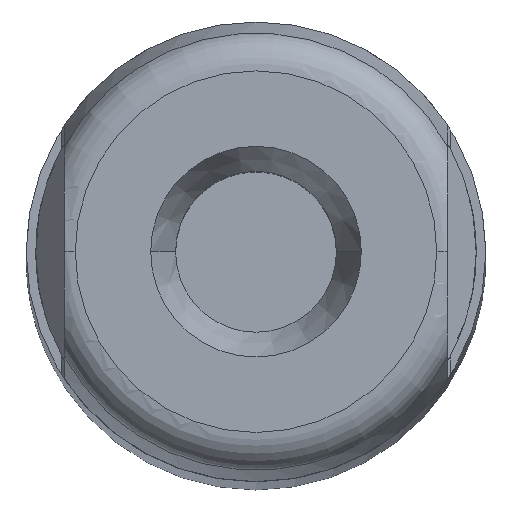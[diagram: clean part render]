
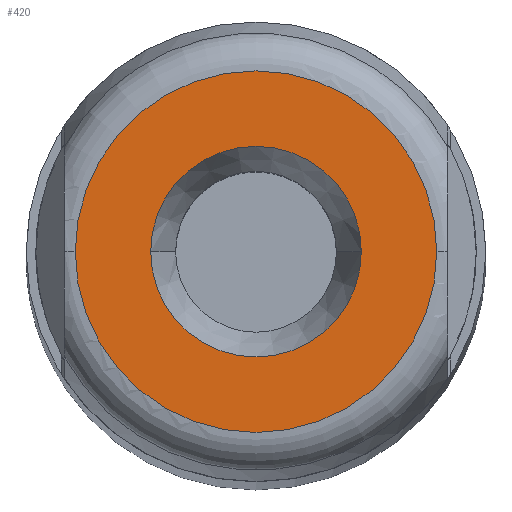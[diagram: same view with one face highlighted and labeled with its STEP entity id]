
A CAD part, top view. The second image highlights one B-rep face of the part: STEP entity #420.
In plain terms, the highlighted planar face has unit normal (0, 0, 1).
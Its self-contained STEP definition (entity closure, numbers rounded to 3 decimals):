
#85 = CARTESIAN_POINT ( 'NONE',  ( 2.75, 0., 0. ) ) ;
#86 = CARTESIAN_POINT ( 'NONE',  ( -2.75, 0., 0. ) ) ;
#144 = DIRECTION ( 'NONE',  ( 1., 0., 0. ) ) ;
#145 = DIRECTION ( 'NONE',  ( 0., 0., 1. ) ) ;
#146 = CARTESIAN_POINT ( 'NONE',  ( 0., 0., 0. ) ) ;
#147 = AXIS2_PLACEMENT_3D ( 'NONE', #146, #145, #144 ) ;
#148 = CIRCLE ( 'NONE', #147, 2.75 ) ;
#318 = ORIENTED_EDGE ( 'NONE', *, *, #320, .T. ) ;
#320 = EDGE_CURVE ( 'NONE', #516, #521, #733, .T. ) ;
#325 = ORIENTED_EDGE ( 'NONE', *, *, #474, .T. ) ;
#334 = EDGE_CURVE ( 'NONE', #663, #662, #755, .T. ) ;
#363 = ORIENTED_EDGE ( 'NONE', *, *, #704, .F. ) ;
#364 = ORIENTED_EDGE ( 'NONE', *, *, #334, .F. ) ;
#368 = EDGE_LOOP ( 'NONE', ( #325, #318 ) ) ;
#420 = ADVANCED_FACE ( 'NONE', ( #929, #928 ), #922, .F. ) ;
#421 = EDGE_LOOP ( 'NONE', ( #364, #363 ) ) ;
#474 = EDGE_CURVE ( 'NONE', #521, #516, #1038, .T. ) ;
#516 = VERTEX_POINT ( 'NONE', #1112 ) ;
#521 = VERTEX_POINT ( 'NONE', #1117 ) ;
#662 = VERTEX_POINT ( 'NONE', #86 ) ;
#663 = VERTEX_POINT ( 'NONE', #85 ) ;
#704 = EDGE_CURVE ( 'NONE', #662, #663, #148, .T. ) ;
#729 = DIRECTION ( 'NONE',  ( 1., 0., 0. ) ) ;
#730 = DIRECTION ( 'NONE',  ( 0., 0., 1. ) ) ;
#731 = CARTESIAN_POINT ( 'NONE',  ( 0., 0., 0. ) ) ;
#732 = AXIS2_PLACEMENT_3D ( 'NONE', #731, #730, #729 ) ;
#733 = CIRCLE ( 'NONE', #732, 4.72 ) ;
#755 = CIRCLE ( 'NONE', #778, 2.75 ) ;
#775 = DIRECTION ( 'NONE',  ( 1., 0., 0. ) ) ;
#776 = DIRECTION ( 'NONE',  ( 0., 0., 1. ) ) ;
#777 = CARTESIAN_POINT ( 'NONE',  ( 0., 0., 0. ) ) ;
#778 = AXIS2_PLACEMENT_3D ( 'NONE', #777, #776, #775 ) ;
#918 = DIRECTION ( 'NONE',  ( -1., 0., 0. ) ) ;
#919 = DIRECTION ( 'NONE',  ( 0., 0., -1. ) ) ;
#920 = CARTESIAN_POINT ( 'NONE',  ( 0., 0., 0. ) ) ;
#921 = AXIS2_PLACEMENT_3D ( 'NONE', #920, #919, #918 ) ;
#922 = PLANE ( 'NONE',  #921 ) ;
#928 = FACE_OUTER_BOUND ( 'NONE', #368, .T. ) ;
#929 = FACE_BOUND ( 'NONE', #421, .T. ) ;
#1011 = DIRECTION ( 'NONE',  ( 1., 0., 0. ) ) ;
#1012 = DIRECTION ( 'NONE',  ( 0., 0., 1. ) ) ;
#1013 = CARTESIAN_POINT ( 'NONE',  ( 0., 0., 0. ) ) ;
#1037 = AXIS2_PLACEMENT_3D ( 'NONE', #1013, #1012, #1011 ) ;
#1038 = CIRCLE ( 'NONE', #1037, 4.72 ) ;
#1112 = CARTESIAN_POINT ( 'NONE',  ( -4.72, 0., 0. ) ) ;
#1117 = CARTESIAN_POINT ( 'NONE',  ( 4.72, 0., 0. ) ) ;
